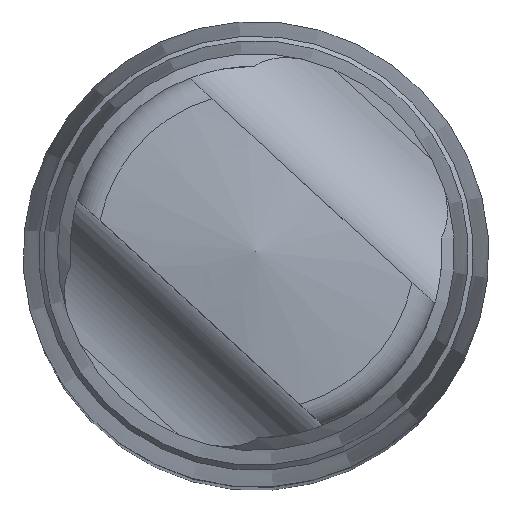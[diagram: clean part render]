
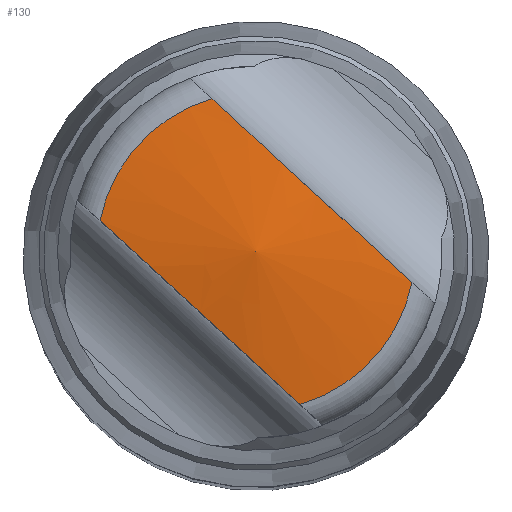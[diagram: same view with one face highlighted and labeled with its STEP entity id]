
A CAD part, top view. The second image highlights one B-rep face of the part: STEP entity #130.
In plain terms, the highlighted conical face has half-angle 82 degrees and reference radius 15.268 mm.
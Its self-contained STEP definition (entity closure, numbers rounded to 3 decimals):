
#69=VERTEX_LOOP('',#334);
#81=CONICAL_SURFACE('',#502,15.268,82.);
#108=FACE_BOUND('',#190,.T.);
#109=FACE_BOUND('',#69,.T.);
#130=ADVANCED_FACE('',(#108,#109),#81,.T.);
#190=EDGE_LOOP('',(#259,#260,#261,#262));
#259=ORIENTED_EDGE('',*,*,#378,.F.);
#260=ORIENTED_EDGE('',*,*,#349,.T.);
#261=ORIENTED_EDGE('',*,*,#379,.F.);
#262=ORIENTED_EDGE('',*,*,#376,.T.);
#309=VERTEX_POINT('',#706);
#310=VERTEX_POINT('',#720);
#332=VERTEX_POINT('',#827);
#333=VERTEX_POINT('',#829);
#334=VERTEX_POINT('',#859);
#349=EDGE_CURVE('',#309,#310,#390,.T.);
#376=EDGE_CURVE('',#333,#332,#406,.T.);
#378=EDGE_CURVE('',#309,#332,#432,.T.);
#379=EDGE_CURVE('',#333,#310,#433,.T.);
#390=CIRCLE('',#470,15.268);
#406=CIRCLE('',#500,15.268);
#432=B_SPLINE_CURVE_WITH_KNOTS('',3,(#847,#848,#849,#850,#851,#852),
 .UNSPECIFIED.,.F.,.F.,(4,2,4),(0.,0.5,1.),.UNSPECIFIED.);
#433=B_SPLINE_CURVE_WITH_KNOTS('',3,(#853,#854,#855,#856,#857,#858),
 .UNSPECIFIED.,.F.,.F.,(4,2,4),(0.,0.5,1.),.UNSPECIFIED.);
#470=AXIS2_PLACEMENT_3D('',#721,#542,#543);
#500=AXIS2_PLACEMENT_3D('',#828,#604,#605);
#502=AXIS2_PLACEMENT_3D('',#860,#608,#609);
#542=DIRECTION('',(0.,0.,1.));
#543=DIRECTION('',(0.97,0.245,0.));
#604=DIRECTION('',(0.,0.,1.));
#605=DIRECTION('',(0.97,0.245,0.));
#608=DIRECTION('',(0.,0.,-1.));
#609=DIRECTION('',(0.97,0.245,0.));
#706=CARTESIAN_POINT('',(4.228,-14.67,147.354));
#720=CARTESIAN_POINT('',(14.979,-2.955,147.354));
#721=CARTESIAN_POINT('',(0.,0.,147.354));
#827=CARTESIAN_POINT('',(-14.979,2.955,147.354));
#828=CARTESIAN_POINT('',(0.,0.,147.354));
#829=CARTESIAN_POINT('',(-4.228,14.67,147.354));
#847=CARTESIAN_POINT('',(4.228,-14.67,147.354));
#848=CARTESIAN_POINT('',(1.041,-11.745,147.873));
#849=CARTESIAN_POINT('',(-2.147,-8.82,148.381));
#850=CARTESIAN_POINT('',(-8.571,-2.925,148.384));
#851=CARTESIAN_POINT('',(-11.782,0.022,147.875));
#852=CARTESIAN_POINT('',(-14.979,2.955,147.354));
#853=CARTESIAN_POINT('',(-4.228,14.67,147.354));
#854=CARTESIAN_POINT('',(-1.041,11.745,147.873));
#855=CARTESIAN_POINT('',(2.147,8.82,148.381));
#856=CARTESIAN_POINT('',(8.571,2.925,148.384));
#857=CARTESIAN_POINT('',(11.782,-0.022,147.875));
#858=CARTESIAN_POINT('',(14.979,-2.955,147.354));
#859=CARTESIAN_POINT('',(0.,0.,149.5));
#860=CARTESIAN_POINT('',(0.,0.,147.354));
